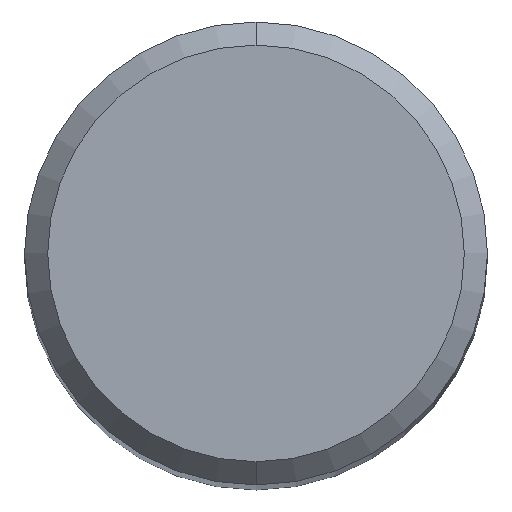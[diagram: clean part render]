
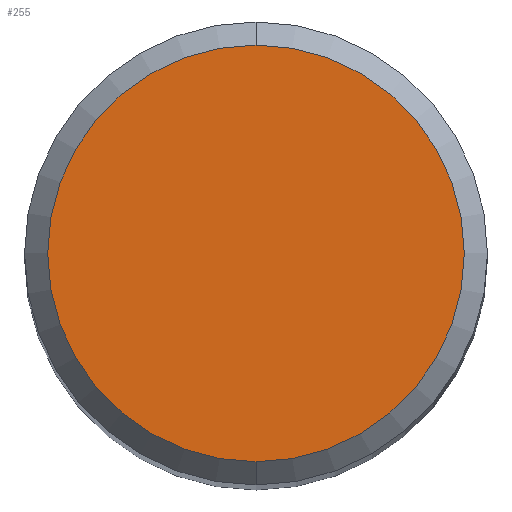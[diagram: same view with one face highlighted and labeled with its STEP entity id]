
A CAD part, top view. The second image highlights one B-rep face of the part: STEP entity #255.
In plain terms, the highlighted planar face has unit normal (0, 0, 1).
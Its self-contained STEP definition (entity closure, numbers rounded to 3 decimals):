
#133=EDGE_CURVE('',#171,#151,#319,.T.);
#151=VERTEX_POINT('',#339);
#171=VERTEX_POINT('',#362);
#237=EDGE_CURVE('',#151,#171,#437,.T.);
#255=ADVANCED_FACE('',(#456),#457,.T.);
#319=CIRCLE('',#523,3.6);
#339=CARTESIAN_POINT('',(0.,-3.6,0.0));
#362=CARTESIAN_POINT('',(0.0,3.6,0.0));
#437=CIRCLE('',#671,3.6);
#456=FACE_OUTER_BOUND('',#696,.T.);
#457=PLANE('',#697);
#523=AXIS2_PLACEMENT_3D('',#770,#771,#772);
#671=AXIS2_PLACEMENT_3D('',#917,#918,#919);
#696=EDGE_LOOP('',(#932,#933));
#697=AXIS2_PLACEMENT_3D('',#934,#935,#936);
#770=CARTESIAN_POINT('',(0.0,0.0,0.0));
#771=DIRECTION('',(0.0,0.0,-1.0));
#772=DIRECTION('',(0.0,1.0,0.0));
#917=CARTESIAN_POINT('',(0.0,0.0,0.0));
#918=DIRECTION('',(0.0,0.0,-1.0));
#919=DIRECTION('',(0.0,1.0,0.0));
#932=ORIENTED_EDGE('',*,*,#133,.F.);
#933=ORIENTED_EDGE('',*,*,#237,.F.);
#934=CARTESIAN_POINT('',(0.0,1.8,0.0));
#935=DIRECTION('',(-0.0,0.0,1.0));
#936=DIRECTION('',(0.0,-1.0,0.0));
